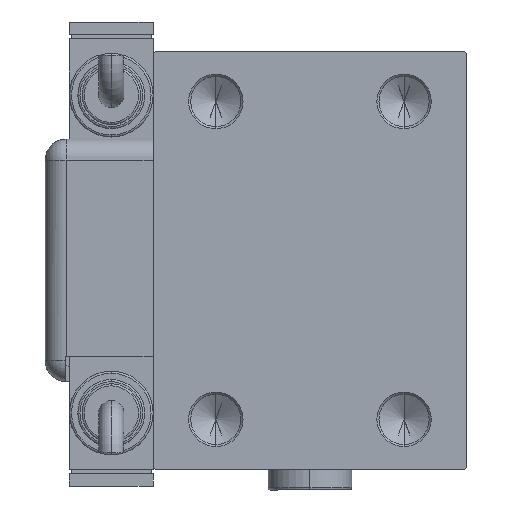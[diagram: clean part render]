
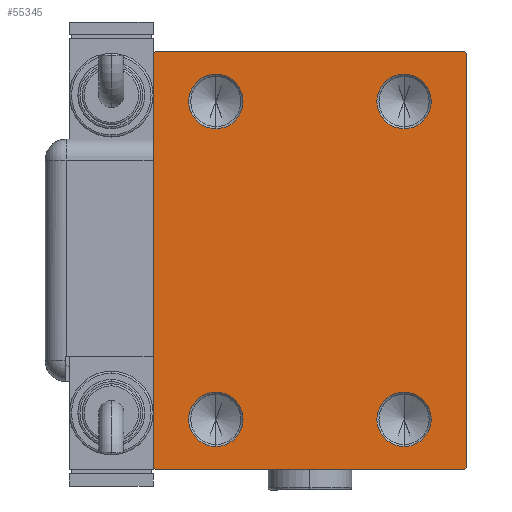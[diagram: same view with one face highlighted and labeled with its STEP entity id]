
A CAD part, left-side view. The second image highlights one B-rep face of the part: STEP entity #55345.
In plain terms, the highlighted face is planar.
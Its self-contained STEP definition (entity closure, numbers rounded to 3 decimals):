
#209 = VECTOR ( 'NONE', #56604, 1000. ) ;
#227 = CARTESIAN_POINT ( 'NONE',  ( 98., -22.5, 38. ) ) ;
#725 = EDGE_CURVE ( 'NONE', #32542, #43197, #59821, .T. ) ;
#840 = DIRECTION ( 'NONE',  ( 0., 0., -1. ) ) ;
#1356 = ORIENTED_EDGE ( 'NONE', *, *, #3782, .T. ) ;
#1776 = CARTESIAN_POINT ( 'NONE',  ( 98., 0., 0. ) ) ;
#1935 = VERTEX_POINT ( 'NONE', #30908 ) ;
#1987 = CARTESIAN_POINT ( 'NONE',  ( 98., -22.5, -38. ) ) ;
#2304 = DIRECTION ( 'NONE',  ( 1., 0., 0. ) ) ;
#2519 = CARTESIAN_POINT ( 'NONE',  ( 98., -22.5, 44.5 ) ) ;
#2532 = ORIENTED_EDGE ( 'NONE', *, *, #30895, .F. ) ;
#2726 = DIRECTION ( 'NONE',  ( 1., 0., 0. ) ) ;
#2935 = EDGE_CURVE ( 'NONE', #4952, #21484, #19157, .T. ) ;
#3047 = VERTEX_POINT ( 'NONE', #23928 ) ;
#3048 = CIRCLE ( 'NONE', #23299, 6.5 ) ;
#3480 = CIRCLE ( 'NONE', #21693, 6.5 ) ;
#3782 = EDGE_CURVE ( 'NONE', #27953, #3047, #22346, .T. ) ;
#4952 = VERTEX_POINT ( 'NONE', #2519 ) ;
#5138 = EDGE_CURVE ( 'NONE', #3047, #59372, #38899, .T. ) ;
#5223 = AXIS2_PLACEMENT_3D ( 'NONE', #10287, #29610, #38175 ) ;
#5397 = EDGE_CURVE ( 'NONE', #59372, #59098, #26823, .T. ) ;
#5511 = ORIENTED_EDGE ( 'NONE', *, *, #26514, .F. ) ;
#6271 = DIRECTION ( 'NONE',  ( 0., 0., -1. ) ) ;
#6452 = VERTEX_POINT ( 'NONE', #29972 ) ;
#7283 = CIRCLE ( 'NONE', #49751, 6.5 ) ;
#9025 = CARTESIAN_POINT ( 'NONE',  ( 98., 37.5, 49.5 ) ) ;
#9166 = VERTEX_POINT ( 'NONE', #38124 ) ;
#10240 = EDGE_LOOP ( 'NONE', ( #45329, #60198 ) ) ;
#10287 = CARTESIAN_POINT ( 'NONE',  ( 98., 22.5, -38. ) ) ;
#10967 = FACE_BOUND ( 'NONE', #52885, .T. ) ;
#11435 = DIRECTION ( 'NONE',  ( 0., -0.707, 0.707 ) ) ;
#11565 = VECTOR ( 'NONE', #44264, 1000. ) ;
#11583 = DIRECTION ( 'NONE',  ( 1., 0., 0. ) ) ;
#11772 = CARTESIAN_POINT ( 'NONE',  ( 98., 22.5, 38. ) ) ;
#12205 = PLANE ( 'NONE',  #17790 ) ;
#12720 = CARTESIAN_POINT ( 'NONE',  ( 98., -37., 50. ) ) ;
#13011 = CARTESIAN_POINT ( 'NONE',  ( 98., -22.5, -44.5 ) ) ;
#14320 = ORIENTED_EDGE ( 'NONE', *, *, #725, .T. ) ;
#14956 = ORIENTED_EDGE ( 'NONE', *, *, #60757, .T. ) ;
#15217 = DIRECTION ( 'NONE',  ( 0., 0., -1. ) ) ;
#16309 = CIRCLE ( 'NONE', #5223, 6.5 ) ;
#17790 = AXIS2_PLACEMENT_3D ( 'NONE', #1776, #11583, #41008 ) ;
#19157 = CIRCLE ( 'NONE', #42391, 6.5 ) ;
#19542 = DIRECTION ( 'NONE',  ( 1., 0., 0. ) ) ;
#20223 = CARTESIAN_POINT ( 'NONE',  ( 98., 22.5, 38. ) ) ;
#20377 = LINE ( 'NONE', #30812, #24517 ) ;
#21484 = VERTEX_POINT ( 'NONE', #35596 ) ;
#21585 = DIRECTION ( 'NONE',  ( 0., 0., -1. ) ) ;
#21684 = VERTEX_POINT ( 'NONE', #35517 ) ;
#21693 = AXIS2_PLACEMENT_3D ( 'NONE', #34534, #54426, #15217 ) ;
#22346 = LINE ( 'NONE', #56183, #34759 ) ;
#22522 = VECTOR ( 'NONE', #50725, 1000. ) ;
#22610 = DIRECTION ( 'NONE',  ( 0., 0.707, 0.707 ) ) ;
#23299 = AXIS2_PLACEMENT_3D ( 'NONE', #30942, #26179, #47985 ) ;
#23463 = EDGE_LOOP ( 'NONE', ( #62197, #2532 ) ) ;
#23928 = CARTESIAN_POINT ( 'NONE',  ( 98., -37.5, 49.5 ) ) ;
#24517 = VECTOR ( 'NONE', #39990, 1000. ) ;
#25465 = ORIENTED_EDGE ( 'NONE', *, *, #26096, .F. ) ;
#26096 = EDGE_CURVE ( 'NONE', #42788, #53369, #61665, .T. ) ;
#26179 = DIRECTION ( 'NONE',  ( 1., 0., 0. ) ) ;
#26460 = FACE_BOUND ( 'NONE', #10240, .T. ) ;
#26514 = EDGE_CURVE ( 'NONE', #55817, #9166, #3048, .T. ) ;
#26781 = CARTESIAN_POINT ( 'NONE',  ( 98., -22.5, 38. ) ) ;
#26823 = LINE ( 'NONE', #56841, #58089 ) ;
#27953 = VERTEX_POINT ( 'NONE', #12720 ) ;
#28778 = CARTESIAN_POINT ( 'NONE',  ( 98., -37.5, -49.5 ) ) ;
#28808 = EDGE_LOOP ( 'NONE', ( #25465, #61952 ) ) ;
#28864 = AXIS2_PLACEMENT_3D ( 'NONE', #20223, #58792, #6271 ) ;
#29412 = CARTESIAN_POINT ( 'NONE',  ( 98., -37.5, 50. ) ) ;
#29610 = DIRECTION ( 'NONE',  ( 1., 0., 0. ) ) ;
#29972 = CARTESIAN_POINT ( 'NONE',  ( 98., -22.5, -31.5 ) ) ;
#30503 = DIRECTION ( 'NONE',  ( 0., 0., -1. ) ) ;
#30596 = FACE_BOUND ( 'NONE', #23463, .T. ) ;
#30812 = CARTESIAN_POINT ( 'NONE',  ( 98., -37.5, -50. ) ) ;
#30895 = EDGE_CURVE ( 'NONE', #51821, #6452, #7283, .T. ) ;
#30908 = CARTESIAN_POINT ( 'NONE',  ( 98., 37., -50. ) ) ;
#30942 = CARTESIAN_POINT ( 'NONE',  ( 98., 22.5, -38. ) ) ;
#31618 = ORIENTED_EDGE ( 'NONE', *, *, #42974, .T. ) ;
#32542 = VERTEX_POINT ( 'NONE', #9025 ) ;
#32997 = CARTESIAN_POINT ( 'NONE',  ( 98., 37., 50. ) ) ;
#33440 = LINE ( 'NONE', #52716, #22522 ) ;
#33881 = ORIENTED_EDGE ( 'NONE', *, *, #5138, .T. ) ;
#34534 = CARTESIAN_POINT ( 'NONE',  ( 98., -22.5, -38. ) ) ;
#34759 = VECTOR ( 'NONE', #41647, 1000. ) ;
#35214 = DIRECTION ( 'NONE',  ( 1., 0., 0. ) ) ;
#35432 = CARTESIAN_POINT ( 'NONE',  ( 98., -37., -50. ) ) ;
#35517 = CARTESIAN_POINT ( 'NONE',  ( 98., 37.5, -49.5 ) ) ;
#35596 = CARTESIAN_POINT ( 'NONE',  ( 98., -22.5, 31.5 ) ) ;
#36242 = ORIENTED_EDGE ( 'NONE', *, *, #5397, .T. ) ;
#36435 = AXIS2_PLACEMENT_3D ( 'NONE', #11772, #35214, #21585 ) ;
#36536 = CARTESIAN_POINT ( 'NONE',  ( 98., 43.5, -43.5 ) ) ;
#37215 = ORIENTED_EDGE ( 'NONE', *, *, #40564, .F. ) ;
#38009 = EDGE_CURVE ( 'NONE', #21684, #32542, #56925, .T. ) ;
#38124 = CARTESIAN_POINT ( 'NONE',  ( 98., 22.5, -44.5 ) ) ;
#38175 = DIRECTION ( 'NONE',  ( 0., 0., -1. ) ) ;
#38899 = LINE ( 'NONE', #29412, #11565 ) ;
#39221 = ORIENTED_EDGE ( 'NONE', *, *, #38009, .T. ) ;
#39901 = VECTOR ( 'NONE', #22610, 1000. ) ;
#39990 = DIRECTION ( 'NONE',  ( 0., 1., 0. ) ) ;
#40564 = EDGE_CURVE ( 'NONE', #9166, #55817, #16309, .T. ) ;
#41008 = DIRECTION ( 'NONE',  ( 0., 0., -1. ) ) ;
#41647 = DIRECTION ( 'NONE',  ( 0., -0.707, -0.707 ) ) ;
#42391 = AXIS2_PLACEMENT_3D ( 'NONE', #26781, #2726, #50196 ) ;
#42788 = VERTEX_POINT ( 'NONE', #46662 ) ;
#42974 = EDGE_CURVE ( 'NONE', #59098, #1935, #20377, .T. ) ;
#43197 = VERTEX_POINT ( 'NONE', #32997 ) ;
#44264 = DIRECTION ( 'NONE',  ( 0., 0., -1. ) ) ;
#45329 = ORIENTED_EDGE ( 'NONE', *, *, #2935, .F. ) ;
#46341 = LINE ( 'NONE', #36536, #39901 ) ;
#46662 = CARTESIAN_POINT ( 'NONE',  ( 98., 22.5, 44.5 ) ) ;
#47379 = EDGE_LOOP ( 'NONE', ( #14956, #1356, #33881, #36242, #31618, #55742, #39221, #14320 ) ) ;
#47526 = EDGE_CURVE ( 'NONE', #1935, #21684, #46341, .T. ) ;
#47985 = DIRECTION ( 'NONE',  ( 0., 0., -1. ) ) ;
#48032 = EDGE_CURVE ( 'NONE', #6452, #51821, #3480, .T. ) ;
#48072 = CARTESIAN_POINT ( 'NONE',  ( 98., 22.5, 31.5 ) ) ;
#49002 = EDGE_CURVE ( 'NONE', #53369, #42788, #51028, .T. ) ;
#49746 = AXIS2_PLACEMENT_3D ( 'NONE', #227, #19542, #840 ) ;
#49751 = AXIS2_PLACEMENT_3D ( 'NONE', #1987, #2304, #30503 ) ;
#49871 = FACE_OUTER_BOUND ( 'NONE', #47379, .T. ) ;
#50196 = DIRECTION ( 'NONE',  ( 0., 0., -1. ) ) ;
#50483 = FACE_BOUND ( 'NONE', #28808, .T. ) ;
#50725 = DIRECTION ( 'NONE',  ( 0., -1., 0. ) ) ;
#51028 = CIRCLE ( 'NONE', #28864, 6.5 ) ;
#51821 = VERTEX_POINT ( 'NONE', #13011 ) ;
#51866 = CARTESIAN_POINT ( 'NONE',  ( 98., 37.5, -50. ) ) ;
#52134 = VECTOR ( 'NONE', #11435, 1000. ) ;
#52716 = CARTESIAN_POINT ( 'NONE',  ( 98., 37.5, 50. ) ) ;
#52885 = EDGE_LOOP ( 'NONE', ( #5511, #37215 ) ) ;
#53369 = VERTEX_POINT ( 'NONE', #48072 ) ;
#54426 = DIRECTION ( 'NONE',  ( 1., 0., 0. ) ) ;
#54774 = CARTESIAN_POINT ( 'NONE',  ( 98., 43.5, 43.5 ) ) ;
#55345 = ADVANCED_FACE ( 'NONE', ( #50483, #26460, #30596, #10967, #49871 ), #12205, .T. ) ;
#55742 = ORIENTED_EDGE ( 'NONE', *, *, #47526, .T. ) ;
#55817 = VERTEX_POINT ( 'NONE', #61767 ) ;
#56183 = CARTESIAN_POINT ( 'NONE',  ( 98., -43.5, 43.5 ) ) ;
#56520 = DIRECTION ( 'NONE',  ( 0., 0.707, -0.707 ) ) ;
#56604 = DIRECTION ( 'NONE',  ( 0., 0., 1. ) ) ;
#56841 = CARTESIAN_POINT ( 'NONE',  ( 98., -43.5, -43.5 ) ) ;
#56925 = LINE ( 'NONE', #51866, #209 ) ;
#58089 = VECTOR ( 'NONE', #56520, 1000. ) ;
#58792 = DIRECTION ( 'NONE',  ( 1., 0., 0. ) ) ;
#59098 = VERTEX_POINT ( 'NONE', #35432 ) ;
#59372 = VERTEX_POINT ( 'NONE', #28778 ) ;
#59821 = LINE ( 'NONE', #54774, #52134 ) ;
#60198 = ORIENTED_EDGE ( 'NONE', *, *, #62309, .F. ) ;
#60757 = EDGE_CURVE ( 'NONE', #43197, #27953, #33440, .T. ) ;
#60839 = CIRCLE ( 'NONE', #49746, 6.5 ) ;
#61665 = CIRCLE ( 'NONE', #36435, 6.5 ) ;
#61767 = CARTESIAN_POINT ( 'NONE',  ( 98., 22.5, -31.5 ) ) ;
#61952 = ORIENTED_EDGE ( 'NONE', *, *, #49002, .F. ) ;
#62197 = ORIENTED_EDGE ( 'NONE', *, *, #48032, .F. ) ;
#62309 = EDGE_CURVE ( 'NONE', #21484, #4952, #60839, .T. ) ;
